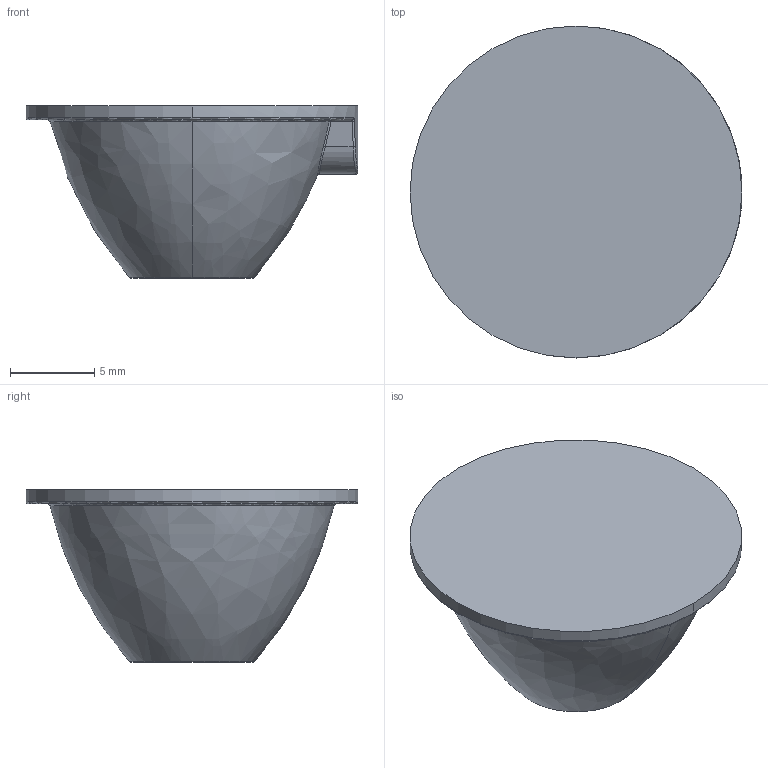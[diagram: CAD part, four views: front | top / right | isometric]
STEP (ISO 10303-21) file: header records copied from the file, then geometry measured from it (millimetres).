
FILE_DESCRIPTION(('FreeCAD Model'),'2;1');
FILE_NAME('27457-001.step', '2018-11-02T18:46:19',('kicad StepUp'),('ksu MCAD'), 'Open CASCADE STEP processor 7.2','FreeCAD','Unknown');
FILE_SCHEMA(('AUTOMOTIVE_DESIGN_CC2 { 1 2 10303 214 -1 1 5 4 }'));
Length unit declared in the file: millimetre
Products named in the file (1): 27457-001
Bounding box: 19.7 x 19.7 x 10.21 mm (x, y, z)
Volume: 1504.2 mm3; surface area: 983.5 mm2
Topology: 1 solids, 1 shells, 33 faces, 70 edges, 40 vertices
Faces by surface type: bspline 10, torus 8, cylinder 7, plane 6, sphere 2
Entity records: 1435 total; most frequent: CARTESIAN_POINT 742, DIRECTION 146, ORIENTED_EDGE 140, EDGE_CURVE 70, AXIS2_PLACEMENT_3D 68, CIRCLE 44, VERTEX_POINT 40, FACE_BOUND 34
